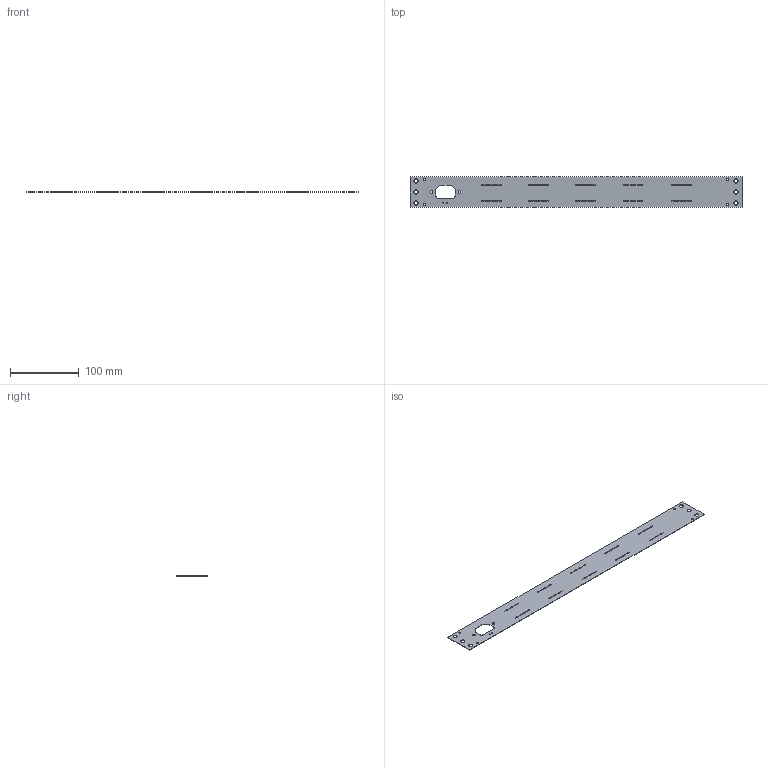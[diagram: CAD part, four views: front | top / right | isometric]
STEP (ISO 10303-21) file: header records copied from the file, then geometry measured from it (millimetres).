
FILE_DESCRIPTION(('KiCad electronic assembly'),'2;1');
FILE_NAME('T-DISPLAY-S3rack.step','2023-04-12T17:59:19',('Pcbnew'),( 'Kicad'),'Open CASCADE STEP processor 7.6','KiCad to STEP converter' ,'Unknown');
FILE_SCHEMA(('AUTOMOTIVE_DESIGN { 1 0 10303 214 1 1 1 1 }'));
Length unit declared in the file: millimetre
Products named in the file (2): T-DISPLAY-S3rack 1; T-DISPLAY-S3 PCB
Assembly tree (1 placements, depth 2):
  T-DISPLAY-S3rack 1
    T-DISPLAY-S3 PCB
Bounding box: 482.6 x 44.6 x 0.57 mm (x, y, z)
Volume: 11808.2 mm3; surface area: 42400.1 mm2
Topology: 1 solids, 1 shells, 148 faces, 438 edges, 292 vertices
Faces by surface type: cylinder 136, plane 12
Full cylindrical faces by diameter (mm): 1 x120, 1.52 x2, 3 x4, 3.5 x2, 6 x6
Entity records: 12211 total; most frequent: CARTESIAN_POINT 3388, DIRECTION 1614, ORIENTED_EDGE 876, PCURVE 876, DEFINITIONAL_REPRESENTATION 876, LINE 770, VECTOR 770, EDGE_CURVE 438
